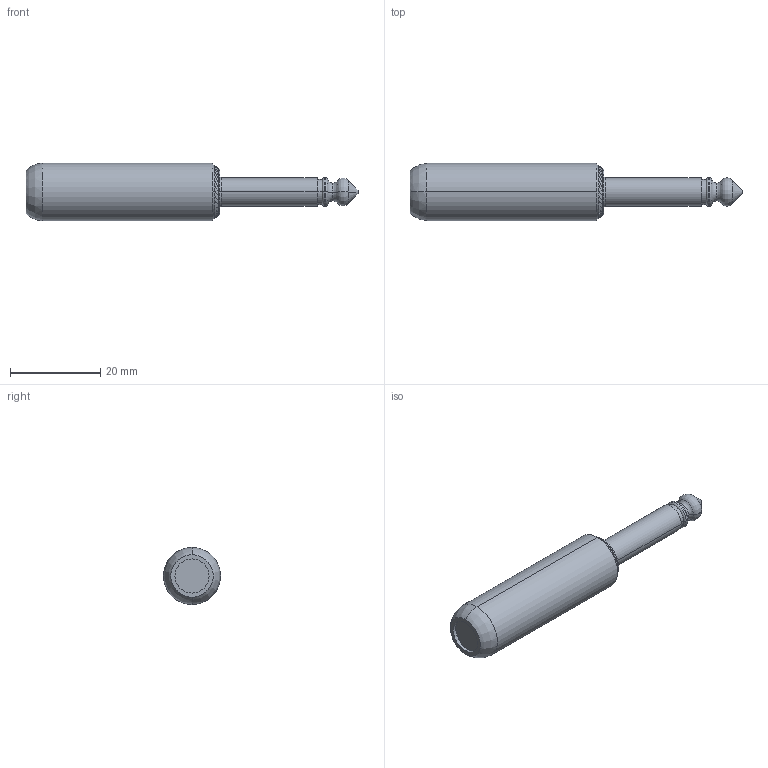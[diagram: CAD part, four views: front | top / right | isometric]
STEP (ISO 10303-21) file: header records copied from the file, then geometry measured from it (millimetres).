
FILE_DESCRIPTION(('FreeCAD Model'),'2;1');
FILE_NAME('250-255.step','2019-02-18T07:26:21',( 'kicad StepUp'),('ksu MCAD'),'Open CASCADE STEP processor 7.2', 'FreeCAD','Unknown');
FILE_SCHEMA(('AUTOMOTIVE_DESIGN { 1 0 10303 214 1 1 1 1 }'));
Length unit declared in the file: millimetre
Products named in the file (1): 250-255
Bounding box: 73.47 x 12.7 x 12.7 mm (x, y, z)
Volume: 6137.6 mm3; surface area: 2479.8 mm2
Topology: 1 solids, 1 shells, 210 faces, 515 edges, 337 vertices
Faces by surface type: bspline 112, cone 38, plane 32, cylinder 14, torus 10, revolution 4
Entity records: 6981 total; most frequent: CARTESIAN_POINT 2851, ORIENTED_EDGE 1030, EDGE_CURVE 515, DIRECTION 512, VERTEX_POINT 337, B_SPLINE_CURVE_WITH_KNOTS 326, FACE_BOUND 240, EDGE_LOOP 240
